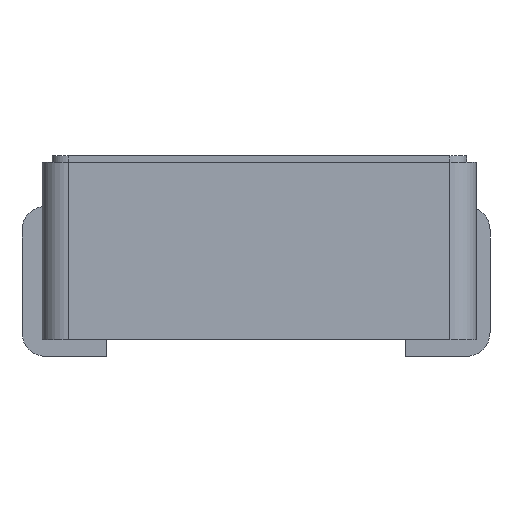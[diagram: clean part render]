
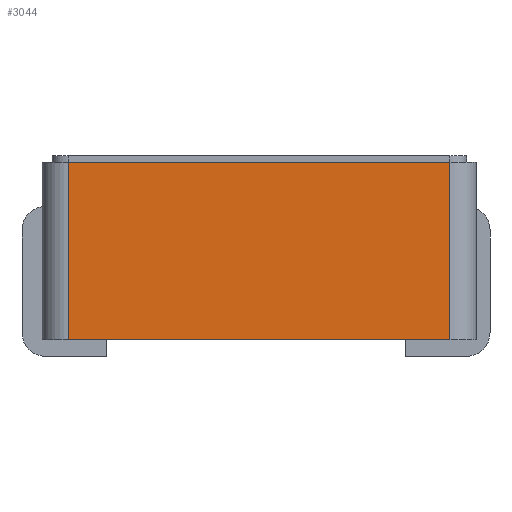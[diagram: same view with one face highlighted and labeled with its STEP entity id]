
A CAD part, front view. The second image highlights one B-rep face of the part: STEP entity #3044.
In plain terms, the highlighted planar face has unit normal (0, -1, 0).
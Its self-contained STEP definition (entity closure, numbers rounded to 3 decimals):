
#704=ORIENTED_EDGE('',*,*,#1138,.F.);
#705=ORIENTED_EDGE('',*,*,#901,.T.);
#706=ORIENTED_EDGE('',*,*,#1139,.T.);
#707=ORIENTED_EDGE('',*,*,#1132,.T.);
#901=EDGE_CURVE('',#1223,#1222,#1444,.T.);
#1132=EDGE_CURVE('',#1379,#1378,#1534,.T.);
#1138=EDGE_CURVE('',#1223,#1378,#1537,.T.);
#1139=EDGE_CURVE('',#1222,#1379,#1538,.T.);
#1222=VERTEX_POINT('',#3749);
#1223=VERTEX_POINT('',#3751);
#1378=VERTEX_POINT('',#5037);
#1379=VERTEX_POINT('',#5039);
#1444=LINE('',#3750,#1617);
#1534=LINE('',#5038,#1707);
#1537=LINE('',#5049,#1710);
#1538=LINE('',#5050,#1711);
#1617=VECTOR('',#3280,1000.);
#1707=VECTOR('',#3538,1000.);
#1710=VECTOR('',#3549,1000.);
#1711=VECTOR('',#3550,1000.);
#1847=EDGE_LOOP('',(#704,#705,#706,#707));
#1979=FACE_BOUND('',#1847,.T.);
#2085=PLANE('',#3179);
#3044=ADVANCED_FACE('',(#1979),#2085,.F.);
#3179=AXIS2_PLACEMENT_3D('',#5048,#3547,#3548);
#3280=DIRECTION('',(-1.,0.,0.));
#3538=DIRECTION('',(1.,0.,0.));
#3547=DIRECTION('',(0.,1.,0.));
#3548=DIRECTION('',(-1.,0.,0.));
#3549=DIRECTION('',(0.,0.,-1.));
#3550=DIRECTION('',(0.,0.,-1.));
#3749=CARTESIAN_POINT('',(-2.85,-3.25,2.65));
#3750=CARTESIAN_POINT('',(2.85,-3.25,2.65));
#3751=CARTESIAN_POINT('',(2.85,-3.25,2.65));
#5037=CARTESIAN_POINT('',(2.85,-3.25,0.));
#5038=CARTESIAN_POINT('',(-3.25,-3.25,0.));
#5039=CARTESIAN_POINT('',(-2.85,-3.25,0.));
#5048=CARTESIAN_POINT('',(-3.25,-3.25,2.75));
#5049=CARTESIAN_POINT('',(2.85,-3.25,2.75));
#5050=CARTESIAN_POINT('',(-2.85,-3.25,2.75));
